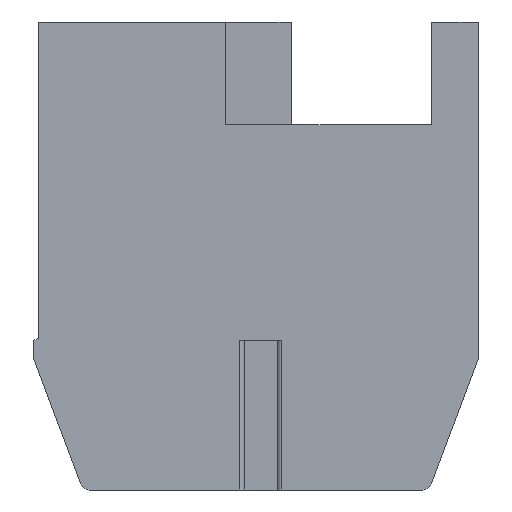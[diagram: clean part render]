
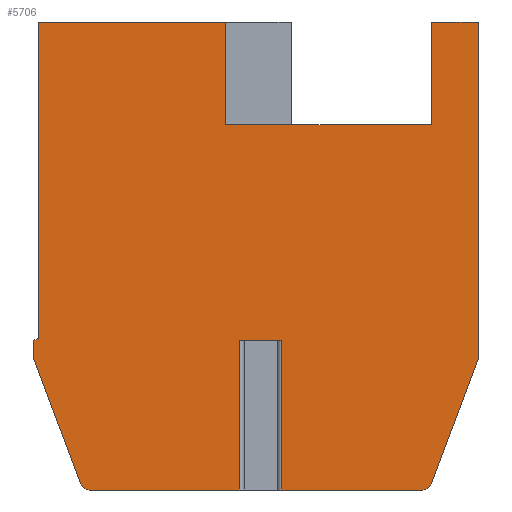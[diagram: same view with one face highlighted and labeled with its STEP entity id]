
A CAD part, front view. The second image highlights one B-rep face of the part: STEP entity #5706.
In plain terms, the highlighted planar face has unit normal (0, -1, 0).
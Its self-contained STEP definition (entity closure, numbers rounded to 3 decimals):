
#1=DIRECTION('',(1.,0.,0.));
#2=VECTOR('',#1,0.906);
#3=CARTESIAN_POINT('',(4.297,0.,-6.8));
#4=LINE('',#3,#2);
#5=DIRECTION('',(0.,0.,-1.));
#6=VECTOR('',#5,3.2);
#7=CARTESIAN_POINT('',(4.297,0.,-6.8));
#8=LINE('',#7,#6);
#9=DIRECTION('',(-1.,0.,0.));
#10=VECTOR('',#9,3.208);
#11=CARTESIAN_POINT('',(4.297,0.,-10.));
#12=LINE('',#11,#10);
#13=CARTESIAN_POINT('',(1.089,0.,-9.8));
#14=DIRECTION('',(0.,1.,0.));
#15=DIRECTION('',(0.,0.,-1.));
#16=AXIS2_PLACEMENT_3D('',#13,#14,#15);
#18=DIRECTION('',(-0.351,0.,0.936));
#19=VECTOR('',#18,2.816);
#20=CARTESIAN_POINT('',(0.901,0.,-9.87));
#21=LINE('',#20,#19);
#22=CARTESIAN_POINT('',(0.1,0.,-7.164));
#23=DIRECTION('',(0.,1.,0.));
#24=DIRECTION('',(-0.936,0.,-0.351));
#25=AXIS2_PLACEMENT_3D('',#22,#23,#24);
#27=DIRECTION('',(0.,0.,1.));
#28=VECTOR('',#27,0.364);
#29=CARTESIAN_POINT('',(-0.1,0.,-7.164));
#30=LINE('',#29,#28);
#31=DIRECTION('',(0.928,0.,0.371));
#32=VECTOR('',#31,0.108);
#33=CARTESIAN_POINT('',(-0.1,0.,-6.8));
#34=LINE('',#33,#32);
#35=DIRECTION('',(0.,0.,1.));
#36=VECTOR('',#35,6.76);
#37=CARTESIAN_POINT('',(0.,0.,-6.76));
#38=LINE('',#37,#36);
#39=DIRECTION('',(1.,0.,0.));
#40=VECTOR('',#39,4.);
#41=CARTESIAN_POINT('',(0.,0.,0.));
#42=LINE('',#41,#40);
#43=DIRECTION('',(0.,0.,-1.));
#44=VECTOR('',#43,2.2);
#45=CARTESIAN_POINT('',(4.,0.,0.));
#46=LINE('',#45,#44);
#47=DIRECTION('',(0.,0.,1.));
#48=VECTOR('',#47,2.2);
#49=CARTESIAN_POINT('',(8.4,0.,-2.2));
#50=LINE('',#49,#48);
#51=DIRECTION('',(1.,0.,0.));
#52=VECTOR('',#51,1.);
#53=CARTESIAN_POINT('',(8.4,0.,0.));
#54=LINE('',#53,#52);
#55=DIRECTION('',(0.,0.,-1.));
#56=VECTOR('',#55,7.164);
#57=CARTESIAN_POINT('',(9.4,0.,0.));
#58=LINE('',#57,#56);
#59=CARTESIAN_POINT('',(9.2,0.,-7.164));
#60=DIRECTION('',(0.,1.,0.));
#61=DIRECTION('',(1.,0.,0.));
#62=AXIS2_PLACEMENT_3D('',#59,#60,#61);
#64=DIRECTION('',(-0.351,0.,-0.936));
#65=VECTOR('',#64,2.816);
#66=CARTESIAN_POINT('',(9.387,0.,-7.234));
#67=LINE('',#66,#65);
#68=CARTESIAN_POINT('',(8.211,0.,-9.8));
#69=DIRECTION('',(0.,1.,0.));
#70=DIRECTION('',(0.936,0.,-0.351));
#71=AXIS2_PLACEMENT_3D('',#68,#69,#70);
#73=DIRECTION('',(-1.,0.,0.));
#74=VECTOR('',#73,3.008);
#75=CARTESIAN_POINT('',(8.211,0.,-10.));
#76=LINE('',#75,#74);
#77=DIRECTION('',(0.,0.,-1.));
#78=VECTOR('',#77,3.2);
#79=CARTESIAN_POINT('',(5.203,0.,-6.8));
#80=LINE('',#79,#78);
#1555=DIRECTION('',(-1.,0.,0.));
#1556=VECTOR('',#1555,4.4);
#1557=CARTESIAN_POINT('',(8.4,0.,-2.2));
#1558=LINE('',#1557,#1556);
#4465=CARTESIAN_POINT('',(-0.087,0.,-7.234));
#4466=CARTESIAN_POINT('',(-0.1,0.,-7.164));
#4467=VERTEX_POINT('',#4465);
#4468=VERTEX_POINT('',#4466);
#4469=CARTESIAN_POINT('',(-0.1,0.,-6.8));
#4470=VERTEX_POINT('',#4469);
#4471=CARTESIAN_POINT('',(0.,0.,-6.76));
#4472=VERTEX_POINT('',#4471);
#4473=CARTESIAN_POINT('',(0.,0.,0.));
#4474=VERTEX_POINT('',#4473);
#4475=CARTESIAN_POINT('',(8.4,0.,-2.2));
#4476=CARTESIAN_POINT('',(8.4,0.,0.));
#4477=VERTEX_POINT('',#4475);
#4478=VERTEX_POINT('',#4476);
#4479=CARTESIAN_POINT('',(9.4,0.,0.));
#4480=VERTEX_POINT('',#4479);
#4481=CARTESIAN_POINT('',(9.4,0.,-7.164));
#4482=VERTEX_POINT('',#4481);
#4483=CARTESIAN_POINT('',(9.387,0.,-7.234));
#4484=VERTEX_POINT('',#4483);
#4485=CARTESIAN_POINT('',(8.399,0.,-9.87));
#4486=VERTEX_POINT('',#4485);
#4487=CARTESIAN_POINT('',(8.211,0.,-10.));
#4488=VERTEX_POINT('',#4487);
#4489=CARTESIAN_POINT('',(1.089,0.,-10.));
#4490=CARTESIAN_POINT('',(0.901,0.,-9.87));
#4491=VERTEX_POINT('',#4489);
#4492=VERTEX_POINT('',#4490);
#4705=CARTESIAN_POINT('',(4.,0.,0.));
#4706=CARTESIAN_POINT('',(4.,0.,-2.2));
#4707=VERTEX_POINT('',#4705);
#4708=VERTEX_POINT('',#4706);
#4729=CARTESIAN_POINT('',(4.297,0.,-6.8));
#4730=CARTESIAN_POINT('',(5.203,0.,-6.8));
#4731=VERTEX_POINT('',#4729);
#4732=VERTEX_POINT('',#4730);
#4733=CARTESIAN_POINT('',(4.297,0.,-10.));
#4734=VERTEX_POINT('',#4733);
#4735=CARTESIAN_POINT('',(5.203,0.,-10.));
#4736=VERTEX_POINT('',#4735);
#5659=CARTESIAN_POINT('',(0.,0.,0.));
#5660=DIRECTION('',(0.,1.,0.));
#5661=DIRECTION('',(1.,0.,0.));
#5662=AXIS2_PLACEMENT_3D('',#5659,#5660,#5661);
#5663=PLANE('',#5662);
#5665=ORIENTED_EDGE('',*,*,#5664,.F.);
#5667=ORIENTED_EDGE('',*,*,#5666,.T.);
#5669=ORIENTED_EDGE('',*,*,#5668,.T.);
#5671=ORIENTED_EDGE('',*,*,#5670,.T.);
#5673=ORIENTED_EDGE('',*,*,#5672,.T.);
#5675=ORIENTED_EDGE('',*,*,#5674,.T.);
#5677=ORIENTED_EDGE('',*,*,#5676,.T.);
#5679=ORIENTED_EDGE('',*,*,#5678,.T.);
#5681=ORIENTED_EDGE('',*,*,#5680,.T.);
#5683=ORIENTED_EDGE('',*,*,#5682,.T.);
#5685=ORIENTED_EDGE('',*,*,#5684,.T.);
#5687=ORIENTED_EDGE('',*,*,#5686,.F.);
#5689=ORIENTED_EDGE('',*,*,#5688,.T.);
#5691=ORIENTED_EDGE('',*,*,#5690,.T.);
#5693=ORIENTED_EDGE('',*,*,#5692,.T.);
#5695=ORIENTED_EDGE('',*,*,#5694,.T.);
#5697=ORIENTED_EDGE('',*,*,#5696,.T.);
#5699=ORIENTED_EDGE('',*,*,#5698,.T.);
#5701=ORIENTED_EDGE('',*,*,#5700,.T.);
#5703=ORIENTED_EDGE('',*,*,#5702,.F.);
#5704=EDGE_LOOP('',(#5665,#5667,#5669,#5671,#5673,#5675,#5677,#5679,#5681,#5683,
#5685,#5687,#5689,#5691,#5693,#5695,#5697,#5699,#5701,#5703));
#5705=FACE_OUTER_BOUND('',#5704,.F.);
#5706=ADVANCED_FACE('',(#5705),#5663,.F.);
#17=CIRCLE('',#16,0.2);
#26=CIRCLE('',#25,0.2);
#63=CIRCLE('',#62,0.2);
#72=CIRCLE('',#71,0.2);
#5664=EDGE_CURVE('',#4731,#4732,#4,.T.);
#5666=EDGE_CURVE('',#4731,#4734,#8,.T.);
#5668=EDGE_CURVE('',#4734,#4491,#12,.T.);
#5670=EDGE_CURVE('',#4491,#4492,#17,.T.);
#5672=EDGE_CURVE('',#4492,#4467,#21,.T.);
#5674=EDGE_CURVE('',#4467,#4468,#26,.T.);
#5676=EDGE_CURVE('',#4468,#4470,#30,.T.);
#5678=EDGE_CURVE('',#4470,#4472,#34,.T.);
#5680=EDGE_CURVE('',#4472,#4474,#38,.T.);
#5682=EDGE_CURVE('',#4474,#4707,#42,.T.);
#5684=EDGE_CURVE('',#4707,#4708,#46,.T.);
#5686=EDGE_CURVE('',#4477,#4708,#1558,.T.);
#5688=EDGE_CURVE('',#4477,#4478,#50,.T.);
#5690=EDGE_CURVE('',#4478,#4480,#54,.T.);
#5692=EDGE_CURVE('',#4480,#4482,#58,.T.);
#5694=EDGE_CURVE('',#4482,#4484,#63,.T.);
#5696=EDGE_CURVE('',#4484,#4486,#67,.T.);
#5698=EDGE_CURVE('',#4486,#4488,#72,.T.);
#5700=EDGE_CURVE('',#4488,#4736,#76,.T.);
#5702=EDGE_CURVE('',#4732,#4736,#80,.T.);
